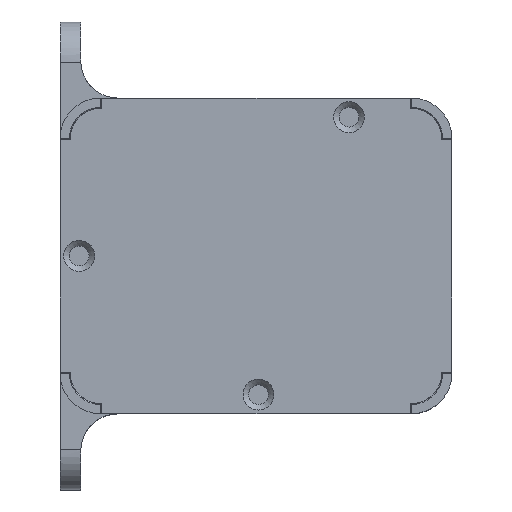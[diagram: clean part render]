
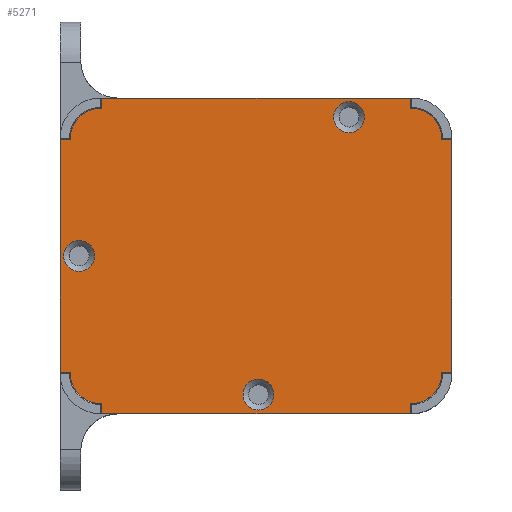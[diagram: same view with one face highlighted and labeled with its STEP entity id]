
A CAD part, top view. The second image highlights one B-rep face of the part: STEP entity #5271.
In plain terms, the highlighted planar face has unit normal (0, 0, 1).
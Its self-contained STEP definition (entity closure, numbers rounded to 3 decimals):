
#192=FACE_BOUND('',#1010,.T.);
#193=FACE_BOUND('',#1011,.T.);
#194=FACE_BOUND('',#1012,.T.);
#336=PLANE('',#5813);
#615=FACE_OUTER_BOUND('',#1009,.T.);
#1009=EDGE_LOOP('',(#4692,#4693,#4694,#4695,#4696,#4697,#4698,#4699,#4700,
#4701,#4702,#4703,#4704,#4705,#4706,#4707,#4708,#4709,#4710,#4711,#4712,
#4713,#4714,#4715));
#1010=EDGE_LOOP('',(#4716));
#1011=EDGE_LOOP('',(#4717));
#1012=EDGE_LOOP('',(#4718));
#1266=CIRCLE('',#5811,3.35);
#1268=CIRCLE('',#5814,6.61);
#1269=CIRCLE('',#5815,6.61);
#1270=CIRCLE('',#5816,6.61);
#1271=CIRCLE('',#5817,6.61);
#1272=CIRCLE('',#5818,3.35);
#1273=CIRCLE('',#5819,3.35);
#1563=LINE('',#8635,#2048);
#1617=LINE('',#8746,#2102);
#1634=LINE('',#8781,#2119);
#1656=LINE('',#8826,#2141);
#1677=LINE('',#8869,#2162);
#1696=LINE('',#8908,#2181);
#1700=LINE('',#8922,#2185);
#1701=LINE('',#8924,#2186);
#1702=LINE('',#8925,#2187);
#1703=LINE('',#8928,#2188);
#1704=LINE('',#8930,#2189);
#1705=LINE('',#8932,#2190);
#1706=LINE('',#8934,#2191);
#1707=LINE('',#8937,#2192);
#1708=LINE('',#8939,#2193);
#1709=LINE('',#8941,#2194);
#1710=LINE('',#8943,#2195);
#1711=LINE('',#8946,#2196);
#1712=LINE('',#8948,#2197);
#1713=LINE('',#8949,#2198);
#2048=VECTOR('',#6974,10.);
#2102=VECTOR('',#7070,10.);
#2119=VECTOR('',#7099,10.);
#2141=VECTOR('',#7137,10.);
#2162=VECTOR('',#7172,10.);
#2181=VECTOR('',#7205,10.);
#2185=VECTOR('',#7221,10.);
#2186=VECTOR('',#7222,10.);
#2187=VECTOR('',#7223,10.);
#2188=VECTOR('',#7226,10.);
#2189=VECTOR('',#7227,10.);
#2190=VECTOR('',#7228,10.);
#2191=VECTOR('',#7229,10.);
#2192=VECTOR('',#7232,10.);
#2193=VECTOR('',#7233,10.);
#2194=VECTOR('',#7234,10.);
#2195=VECTOR('',#7235,10.);
#2196=VECTOR('',#7238,10.);
#2197=VECTOR('',#7239,10.);
#2198=VECTOR('',#7240,10.);
#2582=VERTEX_POINT('',#8632);
#2583=VERTEX_POINT('',#8634);
#2618=VERTEX_POINT('',#8743);
#2619=VERTEX_POINT('',#8745);
#2630=VERTEX_POINT('',#8778);
#2631=VERTEX_POINT('',#8780);
#2645=VERTEX_POINT('',#8823);
#2646=VERTEX_POINT('',#8825);
#2660=VERTEX_POINT('',#8866);
#2661=VERTEX_POINT('',#8868);
#2673=VERTEX_POINT('',#8905);
#2674=VERTEX_POINT('',#8907);
#2676=VERTEX_POINT('',#8914);
#2678=VERTEX_POINT('',#8921);
#2679=VERTEX_POINT('',#8923);
#2680=VERTEX_POINT('',#8927);
#2681=VERTEX_POINT('',#8929);
#2682=VERTEX_POINT('',#8931);
#2683=VERTEX_POINT('',#8933);
#2684=VERTEX_POINT('',#8936);
#2685=VERTEX_POINT('',#8938);
#2686=VERTEX_POINT('',#8940);
#2687=VERTEX_POINT('',#8942);
#2688=VERTEX_POINT('',#8945);
#2689=VERTEX_POINT('',#8947);
#2690=VERTEX_POINT('',#8950);
#2691=VERTEX_POINT('',#8952);
#3230=EDGE_CURVE('',#2583,#2582,#1563,.T.);
#3284=EDGE_CURVE('',#2619,#2618,#1617,.T.);
#3301=EDGE_CURVE('',#2631,#2630,#1634,.T.);
#3323=EDGE_CURVE('',#2646,#2645,#1656,.T.);
#3344=EDGE_CURVE('',#2661,#2660,#1677,.T.);
#3363=EDGE_CURVE('',#2674,#2673,#1696,.T.);
#3366=EDGE_CURVE('',#2676,#2676,#1266,.T.);
#3369=EDGE_CURVE('',#2673,#2661,#1268,.T.);
#3370=EDGE_CURVE('',#2660,#2678,#1700,.T.);
#3371=EDGE_CURVE('',#2678,#2679,#1701,.T.);
#3372=EDGE_CURVE('',#2679,#2646,#1702,.T.);
#3373=EDGE_CURVE('',#2645,#2631,#1269,.T.);
#3374=EDGE_CURVE('',#2630,#2680,#1703,.T.);
#3375=EDGE_CURVE('',#2680,#2681,#1704,.T.);
#3376=EDGE_CURVE('',#2681,#2682,#1705,.T.);
#3377=EDGE_CURVE('',#2682,#2683,#1706,.T.);
#3378=EDGE_CURVE('',#2683,#2619,#1270,.T.);
#3379=EDGE_CURVE('',#2618,#2684,#1707,.T.);
#3380=EDGE_CURVE('',#2684,#2685,#1708,.T.);
#3381=EDGE_CURVE('',#2685,#2686,#1709,.T.);
#3382=EDGE_CURVE('',#2686,#2687,#1710,.T.);
#3383=EDGE_CURVE('',#2687,#2583,#1271,.T.);
#3384=EDGE_CURVE('',#2582,#2688,#1711,.T.);
#3385=EDGE_CURVE('',#2688,#2689,#1712,.T.);
#3386=EDGE_CURVE('',#2689,#2674,#1713,.T.);
#3387=EDGE_CURVE('',#2690,#2690,#1272,.T.);
#3388=EDGE_CURVE('',#2691,#2691,#1273,.T.);
#4692=ORIENTED_EDGE('',*,*,#3369,.T.);
#4693=ORIENTED_EDGE('',*,*,#3344,.T.);
#4694=ORIENTED_EDGE('',*,*,#3370,.T.);
#4695=ORIENTED_EDGE('',*,*,#3371,.T.);
#4696=ORIENTED_EDGE('',*,*,#3372,.T.);
#4697=ORIENTED_EDGE('',*,*,#3323,.T.);
#4698=ORIENTED_EDGE('',*,*,#3373,.T.);
#4699=ORIENTED_EDGE('',*,*,#3301,.T.);
#4700=ORIENTED_EDGE('',*,*,#3374,.T.);
#4701=ORIENTED_EDGE('',*,*,#3375,.T.);
#4702=ORIENTED_EDGE('',*,*,#3376,.T.);
#4703=ORIENTED_EDGE('',*,*,#3377,.T.);
#4704=ORIENTED_EDGE('',*,*,#3378,.T.);
#4705=ORIENTED_EDGE('',*,*,#3284,.T.);
#4706=ORIENTED_EDGE('',*,*,#3379,.T.);
#4707=ORIENTED_EDGE('',*,*,#3380,.T.);
#4708=ORIENTED_EDGE('',*,*,#3381,.T.);
#4709=ORIENTED_EDGE('',*,*,#3382,.T.);
#4710=ORIENTED_EDGE('',*,*,#3383,.T.);
#4711=ORIENTED_EDGE('',*,*,#3230,.T.);
#4712=ORIENTED_EDGE('',*,*,#3384,.T.);
#4713=ORIENTED_EDGE('',*,*,#3385,.T.);
#4714=ORIENTED_EDGE('',*,*,#3386,.T.);
#4715=ORIENTED_EDGE('',*,*,#3363,.T.);
#4716=ORIENTED_EDGE('',*,*,#3387,.F.);
#4717=ORIENTED_EDGE('',*,*,#3388,.F.);
#4718=ORIENTED_EDGE('',*,*,#3366,.F.);
#5271=ADVANCED_FACE('',(#615,#192,#193,#194),#336,.T.);
#5811=AXIS2_PLACEMENT_3D('',#8915,#7212,#7213);
#5813=AXIS2_PLACEMENT_3D('',#8919,#7217,#7218);
#5814=AXIS2_PLACEMENT_3D('',#8920,#7219,#7220);
#5815=AXIS2_PLACEMENT_3D('',#8926,#7224,#7225);
#5816=AXIS2_PLACEMENT_3D('',#8935,#7230,#7231);
#5817=AXIS2_PLACEMENT_3D('',#8944,#7236,#7237);
#5818=AXIS2_PLACEMENT_3D('',#8951,#7241,#7242);
#5819=AXIS2_PLACEMENT_3D('',#8953,#7243,#7244);
#6974=DIRECTION('',(0.,-1.,0.));
#7070=DIRECTION('',(-1.,0.,0.));
#7099=DIRECTION('',(0.,1.,0.));
#7137=DIRECTION('',(1.,0.,0.));
#7172=DIRECTION('',(1.,0.,0.));
#7205=DIRECTION('',(0.,-1.,0.));
#7212=DIRECTION('center_axis',(0.,0.,1.));
#7213=DIRECTION('ref_axis',(1.,0.,0.));
#7217=DIRECTION('center_axis',(0.,0.,1.));
#7218=DIRECTION('ref_axis',(1.,0.,0.));
#7219=DIRECTION('center_axis',(0.,0.,1.));
#7220=DIRECTION('ref_axis',(-1.,0.,0.));
#7221=DIRECTION('',(0.,-1.,0.));
#7222=DIRECTION('',(1.,0.,0.));
#7223=DIRECTION('',(0.,1.,0.));
#7224=DIRECTION('center_axis',(0.,0.,1.));
#7225=DIRECTION('ref_axis',(0.,-1.,0.));
#7226=DIRECTION('',(1.,0.,0.));
#7227=DIRECTION('',(0.,1.,0.));
#7228=DIRECTION('',(-1.,0.,0.));
#7229=DIRECTION('',(0.,1.,0.));
#7230=DIRECTION('center_axis',(0.,0.,1.));
#7231=DIRECTION('ref_axis',(1.,0.,0.));
#7232=DIRECTION('',(0.,1.,0.));
#7233=DIRECTION('',(-1.,0.,0.));
#7234=DIRECTION('',(0.,-1.,0.));
#7235=DIRECTION('',(-1.,0.,0.));
#7236=DIRECTION('center_axis',(0.,0.,1.));
#7237=DIRECTION('ref_axis',(0.,1.,0.));
#7238=DIRECTION('',(-1.,0.,0.));
#7239=DIRECTION('',(0.,-1.,0.));
#7240=DIRECTION('',(1.,0.,0.));
#7241=DIRECTION('center_axis',(0.,0.,1.));
#7242=DIRECTION('ref_axis',(1.,0.,0.));
#7243=DIRECTION('center_axis',(0.,0.,1.));
#7244=DIRECTION('ref_axis',(1.,0.,0.));
#8632=CARTESIAN_POINT('',(-40.265,25.2,24.));
#8634=CARTESIAN_POINT('',(-40.265,25.4,24.));
#8635=CARTESIAN_POINT('',(-40.265,25.4,24.));
#8743=CARTESIAN_POINT('',(33.455,32.01,24.));
#8745=CARTESIAN_POINT('',(33.655,32.01,24.));
#8746=CARTESIAN_POINT('',(33.655,32.01,24.));
#8778=CARTESIAN_POINT('',(40.265,-25.2,24.));
#8780=CARTESIAN_POINT('',(40.265,-25.4,24.));
#8781=CARTESIAN_POINT('',(40.265,-25.4,24.));
#8823=CARTESIAN_POINT('',(33.655,-32.01,24.));
#8825=CARTESIAN_POINT('',(33.455,-32.01,24.));
#8826=CARTESIAN_POINT('',(33.655,-32.01,24.));
#8866=CARTESIAN_POINT('',(-33.455,-32.01,24.));
#8868=CARTESIAN_POINT('',(-33.655,-32.01,24.));
#8869=CARTESIAN_POINT('',(-33.655,-32.01,24.));
#8905=CARTESIAN_POINT('',(-40.265,-25.4,24.));
#8907=CARTESIAN_POINT('',(-40.265,-25.2,24.));
#8908=CARTESIAN_POINT('',(-40.265,-25.4,24.));
#8914=CARTESIAN_POINT('',(-2.815,-30.06,24.));
#8915=CARTESIAN_POINT('Origin',(0.535,-30.06,24.));
#8919=CARTESIAN_POINT('Origin',(0.,0.,
24.));
#8920=CARTESIAN_POINT('Origin',(-33.655,-25.4,24.));
#8921=CARTESIAN_POINT('',(-33.455,-34.21,24.));
#8922=CARTESIAN_POINT('',(-33.455,-32.01,24.));
#8923=CARTESIAN_POINT('',(33.455,-34.21,24.));
#8924=CARTESIAN_POINT('',(-33.655,-34.21,24.));
#8925=CARTESIAN_POINT('',(33.455,-32.01,24.));
#8926=CARTESIAN_POINT('Origin',(33.655,-25.4,24.));
#8927=CARTESIAN_POINT('',(42.465,-25.2,24.));
#8928=CARTESIAN_POINT('',(40.265,-25.2,24.));
#8929=CARTESIAN_POINT('',(42.465,25.2,24.));
#8930=CARTESIAN_POINT('',(42.465,-25.4,24.));
#8931=CARTESIAN_POINT('',(40.265,25.2,24.));
#8932=CARTESIAN_POINT('',(40.265,25.2,24.));
#8933=CARTESIAN_POINT('',(40.265,25.4,24.));
#8934=CARTESIAN_POINT('',(40.265,25.4,24.));
#8935=CARTESIAN_POINT('Origin',(33.655,25.4,24.));
#8936=CARTESIAN_POINT('',(33.455,34.21,24.));
#8937=CARTESIAN_POINT('',(33.455,32.01,24.));
#8938=CARTESIAN_POINT('',(-33.455,34.21,24.));
#8939=CARTESIAN_POINT('',(33.655,34.21,24.));
#8940=CARTESIAN_POINT('',(-33.455,32.01,24.));
#8941=CARTESIAN_POINT('',(-33.455,32.01,24.));
#8942=CARTESIAN_POINT('',(-33.655,32.01,24.));
#8943=CARTESIAN_POINT('',(-33.655,32.01,24.));
#8944=CARTESIAN_POINT('Origin',(-33.655,25.4,24.));
#8945=CARTESIAN_POINT('',(-42.465,25.2,24.));
#8946=CARTESIAN_POINT('',(-40.265,25.2,24.));
#8947=CARTESIAN_POINT('',(-42.465,-25.2,24.));
#8948=CARTESIAN_POINT('',(-42.465,25.4,24.));
#8949=CARTESIAN_POINT('',(-40.265,-25.2,24.));
#8950=CARTESIAN_POINT('',(-41.665,0.,24.));
#8951=CARTESIAN_POINT('Origin',(-38.315,0.,24.));
#8952=CARTESIAN_POINT('',(16.81,30.06,24.));
#8953=CARTESIAN_POINT('Origin',(20.16,30.06,24.));
